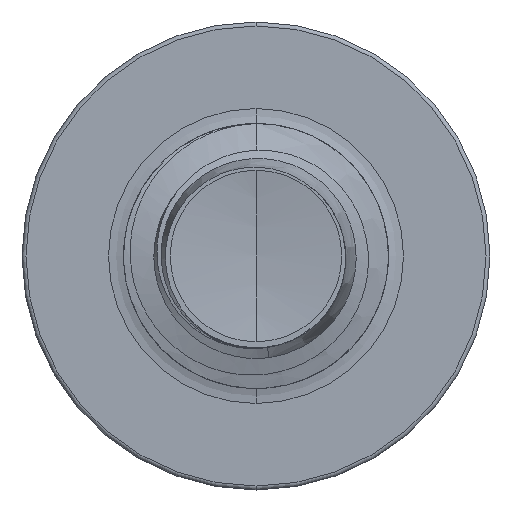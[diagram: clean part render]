
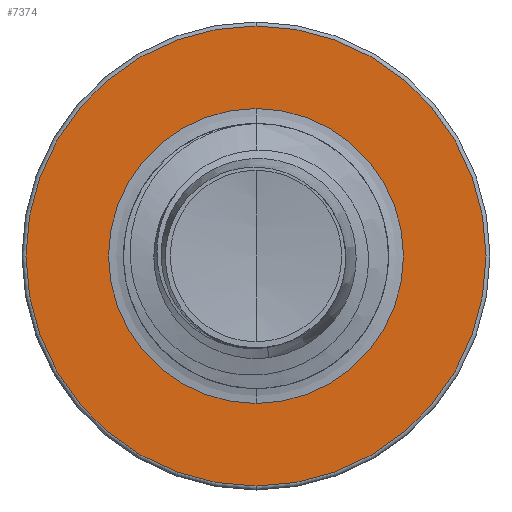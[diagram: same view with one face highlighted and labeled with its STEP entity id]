
A CAD part, front view. The second image highlights one B-rep face of the part: STEP entity #7374.
In plain terms, the highlighted planar face has unit normal (0, -1, 0).
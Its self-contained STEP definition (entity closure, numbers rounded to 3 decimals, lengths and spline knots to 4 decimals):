
#170 = CARTESIAN_POINT ( 'NONE',  ( 0., 14., 2.605 ) ) ;
#722 = DIRECTION ( 'NONE',  ( 0., 1., 0. ) ) ;
#912 = CARTESIAN_POINT ( 'NONE',  ( 0., 14., 0. ) ) ;
#1524 = DIRECTION ( 'NONE',  ( 0., 0., 1. ) ) ;
#2102 = PLANE ( 'NONE',  #18619 ) ;
#3471 = EDGE_CURVE ( 'NONE', #16395, #14601, #26680, .T. ) ;
#3689 = DIRECTION ( 'NONE',  ( 0., 0., 1. ) ) ;
#4441 = CIRCLE ( 'NONE', #32998, 2.605 ) ;
#4880 = DIRECTION ( 'NONE',  ( 0., 1., 0. ) ) ;
#6987 = EDGE_CURVE ( 'NONE', #18035, #19569, #34782, .T. ) ;
#7374 = ADVANCED_FACE ( 'NONE', ( #18487, #25781 ), #2102, .F. ) ;
#10509 = CARTESIAN_POINT ( 'NONE',  ( 0., 14., -2.605 ) ) ;
#14430 = AXIS2_PLACEMENT_3D ( 'NONE', #17293, #722, #20072 ) ;
#14601 = VERTEX_POINT ( 'NONE', #32543 ) ;
#14922 = DIRECTION ( 'NONE',  ( 0., 0., 1. ) ) ;
#15165 = DIRECTION ( 'NONE',  ( 0., 1., 0. ) ) ;
#15294 = CARTESIAN_POINT ( 'NONE',  ( 0., 14., 0. ) ) ;
#16395 = VERTEX_POINT ( 'NONE', #27141 ) ;
#17293 = CARTESIAN_POINT ( 'NONE',  ( 0., 14., 0. ) ) ;
#18035 = VERTEX_POINT ( 'NONE', #170 ) ;
#18087 = DIRECTION ( 'NONE',  ( 0., 1., 0. ) ) ;
#18487 = FACE_OUTER_BOUND ( 'NONE', #19818, .T. ) ;
#18619 = AXIS2_PLACEMENT_3D ( 'NONE', #21447, #4880, #24204 ) ;
#19569 = VERTEX_POINT ( 'NONE', #10509 ) ;
#19818 = EDGE_LOOP ( 'NONE', ( #30681, #27992 ) ) ;
#20072 = DIRECTION ( 'NONE',  ( 0., 0., 1. ) ) ;
#20254 = DIRECTION ( 'NONE',  ( 0., 1., 0. ) ) ;
#21447 = CARTESIAN_POINT ( 'NONE',  ( 0., 14., -1.6704 ) ) ;
#22859 = CIRCLE ( 'NONE', #14430, 1.6704 ) ;
#23167 = EDGE_CURVE ( 'NONE', #19569, #18035, #4441, .T. ) ;
#23255 = ORIENTED_EDGE ( 'NONE', *, *, #35244, .T. ) ;
#24204 = DIRECTION ( 'NONE',  ( 0., 0., 1. ) ) ;
#25781 = FACE_BOUND ( 'NONE', #25826, .T. ) ;
#25826 = EDGE_LOOP ( 'NONE', ( #34910, #23255 ) ) ;
#26680 = CIRCLE ( 'NONE', #32380, 1.6704 ) ;
#27141 = CARTESIAN_POINT ( 'NONE',  ( 0., 14., 1.6704 ) ) ;
#27992 = ORIENTED_EDGE ( 'NONE', *, *, #23167, .F. ) ;
#30681 = ORIENTED_EDGE ( 'NONE', *, *, #6987, .F. ) ;
#32164 = AXIS2_PLACEMENT_3D ( 'NONE', #34513, #18087, #1524 ) ;
#32380 = AXIS2_PLACEMENT_3D ( 'NONE', #15294, #15165, #14922 ) ;
#32543 = CARTESIAN_POINT ( 'NONE',  ( 0., 14., -1.6704 ) ) ;
#32998 = AXIS2_PLACEMENT_3D ( 'NONE', #912, #20254, #3689 ) ;
#34513 = CARTESIAN_POINT ( 'NONE',  ( 0., 14., 0. ) ) ;
#34782 = CIRCLE ( 'NONE', #32164, 2.605 ) ;
#34910 = ORIENTED_EDGE ( 'NONE', *, *, #3471, .T. ) ;
#35244 = EDGE_CURVE ( 'NONE', #14601, #16395, #22859, .T. ) ;
